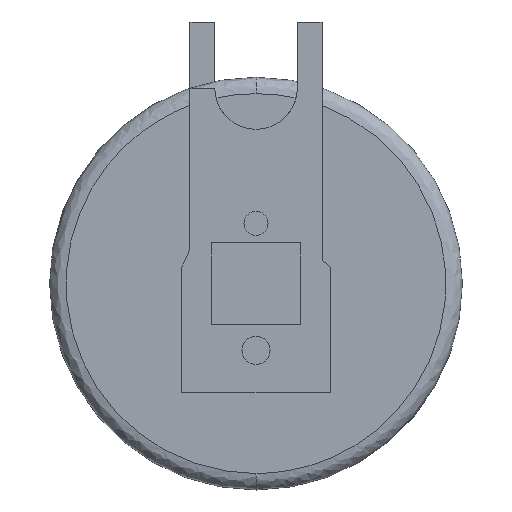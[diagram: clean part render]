
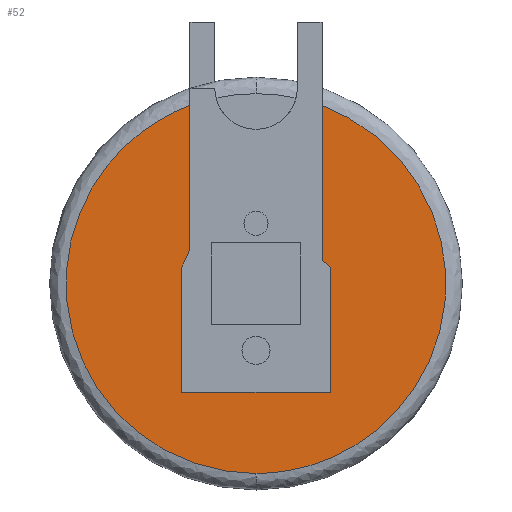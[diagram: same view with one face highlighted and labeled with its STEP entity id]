
A CAD part, front view. The second image highlights one B-rep face of the part: STEP entity #52.
In plain terms, the highlighted planar face has unit normal (0, -1, 0).
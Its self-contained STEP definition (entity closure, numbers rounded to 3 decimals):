
#52 = ADVANCED_FACE ( 'NONE', ( #556 ), #2098, .F. ) ;
#71 = LINE ( 'NONE', #902, #2044 ) ;
#75 = ORIENTED_EDGE ( 'NONE', *, *, #1005, .F. ) ;
#143 = CARTESIAN_POINT ( 'NONE',  ( -2., 0., 5.391 ) ) ;
#151 = EDGE_CURVE ( 'NONE', #930, #2045, #71, .T. ) ;
#165 = ORIENTED_EDGE ( 'NONE', *, *, #1441, .F. ) ;
#322 = CARTESIAN_POINT ( 'NONE',  ( 2., 0., 5.391 ) ) ;
#354 = VECTOR ( 'NONE', #1675, 1000. ) ;
#363 = LINE ( 'NONE', #413, #1043 ) ;
#409 = EDGE_CURVE ( 'NONE', #1575, #2268, #807, .T. ) ;
#413 = CARTESIAN_POINT ( 'NONE',  ( 2.25, 0., 0. ) ) ;
#444 = CARTESIAN_POINT ( 'NONE',  ( 2.25, 0., 0.5 ) ) ;
#523 = CARTESIAN_POINT ( 'NONE',  ( 9.841, 0., 2.482 ) ) ;
#556 = FACE_OUTER_BOUND ( 'NONE', #1288, .T. ) ;
#584 = VERTEX_POINT ( 'NONE', #1108 ) ;
#591 = EDGE_CURVE ( 'NONE', #2052, #930, #2355, .T. ) ;
#617 = ORIENTED_EDGE ( 'NONE', *, *, #1805, .F. ) ;
#732 = ORIENTED_EDGE ( 'NONE', *, *, #1907, .F. ) ;
#769 = DIRECTION ( 'NONE',  ( 0., 0., 1. ) ) ;
#795 = VERTEX_POINT ( 'NONE', #2005 ) ;
#800 = VECTOR ( 'NONE', #1107, 1000. ) ;
#807 =( BOUNDED_CURVE ( )  B_SPLINE_CURVE ( 3, ( #1045, #1257, #1254, #1246 ),
 .UNSPECIFIED., .F., .F. ) 
 B_SPLINE_CURVE_WITH_KNOTS ( ( 4, 4 ),
 ( 0.5, 1. ),
 .UNSPECIFIED. ) 
 CURVE ( )  GEOMETRIC_REPRESENTATION_ITEM ( )  RATIONAL_B_SPLINE_CURVE ( ( 1., 0.451, 0.451, 1. ) ) 
 REPRESENTATION_ITEM ( '' )  );
#808 = VECTOR ( 'NONE', #2434, 1000. ) ;
#825 = ORIENTED_EDGE ( 'NONE', *, *, #591, .F. ) ;
#895 = CARTESIAN_POINT ( 'NONE',  ( 0., 0., -5.75 ) ) ;
#902 = CARTESIAN_POINT ( 'NONE',  ( 2., 0., 0. ) ) ;
#930 = VERTEX_POINT ( 'NONE', #1128 ) ;
#980 = CARTESIAN_POINT ( 'NONE',  ( -2.25, 0., 0.5 ) ) ;
#1005 = EDGE_CURVE ( 'NONE', #795, #2052, #363, .T. ) ;
#1043 = VECTOR ( 'NONE', #1543, 1000. ) ;
#1045 = CARTESIAN_POINT ( 'NONE',  ( 0., 0., -5.75 ) ) ;
#1087 = VERTEX_POINT ( 'NONE', #2169 ) ;
#1107 = DIRECTION ( 'NONE',  ( 0., 0., -1. ) ) ;
#1108 = CARTESIAN_POINT ( 'NONE',  ( -2.25, 0., -3.295 ) ) ;
#1128 = CARTESIAN_POINT ( 'NONE',  ( 2., 0., 0.7 ) ) ;
#1189 = CARTESIAN_POINT ( 'NONE',  ( 0., 0., 0. ) ) ;
#1217 = CARTESIAN_POINT ( 'NONE',  ( 2.25, 0., 0.5 ) ) ;
#1226 =( BOUNDED_CURVE ( )  B_SPLINE_CURVE ( 3, ( #322, #523, #2048, #895 ),
 .UNSPECIFIED., .F., .F. ) 
 B_SPLINE_CURVE_WITH_KNOTS ( ( 4, 4 ),
 ( 0., 0.5 ),
 .UNSPECIFIED. ) 
 CURVE ( )  GEOMETRIC_REPRESENTATION_ITEM ( )  RATIONAL_B_SPLINE_CURVE ( ( 1., 0.451, 0.451, 1. ) ) 
 REPRESENTATION_ITEM ( '' )  );
#1243 = DIRECTION ( 'NONE',  ( 1., 0., 0. ) ) ;
#1246 = CARTESIAN_POINT ( 'NONE',  ( -2., 0., 5.391 ) ) ;
#1254 = CARTESIAN_POINT ( 'NONE',  ( -9.841, 0., 2.482 ) ) ;
#1257 = CARTESIAN_POINT ( 'NONE',  ( -8.364, 0., -5.75 ) ) ;
#1282 = DIRECTION ( 'NONE',  ( -0.423, 0., -0.906 ) ) ;
#1288 = EDGE_LOOP ( 'NONE', ( #617, #2356, #825, #75, #165, #2494, #1506, #732, #1887 ) ) ;
#1354 = VERTEX_POINT ( 'NONE', #980 ) ;
#1362 = LINE ( 'NONE', #2264, #354 ) ;
#1386 = CARTESIAN_POINT ( 'NONE',  ( 2., 0., 5.391 ) ) ;
#1397 = VECTOR ( 'NONE', #1243, 1000. ) ;
#1441 = EDGE_CURVE ( 'NONE', #584, #795, #2444, .T. ) ;
#1453 = VECTOR ( 'NONE', #1282, 1000. ) ;
#1482 = CARTESIAN_POINT ( 'NONE',  ( -2., 0., 1.036 ) ) ;
#1506 = ORIENTED_EDGE ( 'NONE', *, *, #2319, .F. ) ;
#1543 = DIRECTION ( 'NONE',  ( 0., 0., 1. ) ) ;
#1575 = VERTEX_POINT ( 'NONE', #1854 ) ;
#1675 = DIRECTION ( 'NONE',  ( 0., 0., -1. ) ) ;
#1682 = CARTESIAN_POINT ( 'NONE',  ( -2., 0., 0. ) ) ;
#1712 = DIRECTION ( 'NONE',  ( 0., 1., 0. ) ) ;
#1805 = EDGE_CURVE ( 'NONE', #2045, #1575, #1226, .T. ) ;
#1810 = CARTESIAN_POINT ( 'NONE',  ( 0., 0., -3.295 ) ) ;
#1854 = CARTESIAN_POINT ( 'NONE',  ( 0., 0., -5.75 ) ) ;
#1873 = EDGE_CURVE ( 'NONE', #1354, #584, #1362, .T. ) ;
#1887 = ORIENTED_EDGE ( 'NONE', *, *, #409, .F. ) ;
#1907 = EDGE_CURVE ( 'NONE', #2268, #1087, #2339, .T. ) ;
#2005 = CARTESIAN_POINT ( 'NONE',  ( 2.25, 0., -3.295 ) ) ;
#2044 = VECTOR ( 'NONE', #2260, 1000. ) ;
#2045 = VERTEX_POINT ( 'NONE', #1386 ) ;
#2048 = CARTESIAN_POINT ( 'NONE',  ( 8.364, 0., -5.75 ) ) ;
#2052 = VERTEX_POINT ( 'NONE', #444 ) ;
#2098 = PLANE ( 'NONE',  #2239 ) ;
#2169 = CARTESIAN_POINT ( 'NONE',  ( -2., 0., 1.036 ) ) ;
#2239 = AXIS2_PLACEMENT_3D ( 'NONE', #1189, #1712, #769 ) ;
#2260 = DIRECTION ( 'NONE',  ( 0., 0., 1. ) ) ;
#2264 = CARTESIAN_POINT ( 'NONE',  ( -2.25, 0., 0. ) ) ;
#2268 = VERTEX_POINT ( 'NONE', #143 ) ;
#2319 = EDGE_CURVE ( 'NONE', #1087, #1354, #2491, .T. ) ;
#2339 = LINE ( 'NONE', #1682, #800 ) ;
#2355 = LINE ( 'NONE', #1217, #808 ) ;
#2356 = ORIENTED_EDGE ( 'NONE', *, *, #151, .F. ) ;
#2434 = DIRECTION ( 'NONE',  ( -0.78, 0., 0.625 ) ) ;
#2444 = LINE ( 'NONE', #1810, #1397 ) ;
#2491 = LINE ( 'NONE', #1482, #1453 ) ;
#2494 = ORIENTED_EDGE ( 'NONE', *, *, #1873, .F. ) ;
